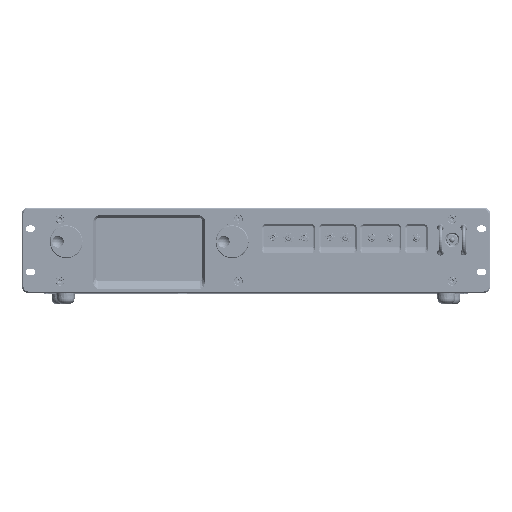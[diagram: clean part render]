
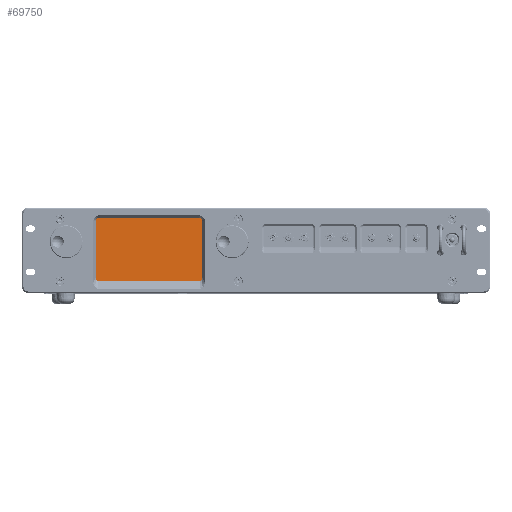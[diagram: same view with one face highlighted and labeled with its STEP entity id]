
A CAD part, top view. The second image highlights one B-rep face of the part: STEP entity #69750.
In plain terms, the highlighted face is planar.
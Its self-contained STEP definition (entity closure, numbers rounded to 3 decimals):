
#8716 = LINE ( 'NONE', #189113, #91005 ) ;
#13525 = LINE ( 'NONE', #31233, #143873 ) ;
#14744 = AXIS2_PLACEMENT_3D ( 'NONE', #158654, #83684, #189191 ) ;
#18363 = VECTOR ( 'NONE', #188142, 1000. ) ;
#22507 = CARTESIAN_POINT ( 'NONE',  ( 335.856, -70.5, 252.506 ) ) ;
#25618 = ORIENTED_EDGE ( 'NONE', *, *, #161687, .T. ) ;
#31233 = CARTESIAN_POINT ( 'NONE',  ( 335.856, -70.5, 143.506 ) ) ;
#40268 = FACE_OUTER_BOUND ( 'NONE', #104477, .T. ) ;
#46046 = CARTESIAN_POINT ( 'NONE',  ( 368.756, -70.5, 143.506 ) ) ;
#46242 = VERTEX_POINT ( 'NONE', #161403 ) ;
#60346 = ORIENTED_EDGE ( 'NONE', *, *, #185695, .T. ) ;
#69750 = ADVANCED_FACE ( 'NONE', ( #40268 ), #85650, .T. ) ;
#70313 = CARTESIAN_POINT ( 'NONE',  ( 368.756, -70.5, 198.006 ) ) ;
#83684 = DIRECTION ( 'NONE',  ( 0., 1., 0. ) ) ;
#85650 = PLANE ( 'NONE',  #14744 ) ;
#91005 = VECTOR ( 'NONE', #129940, 1000. ) ;
#97449 = LINE ( 'NONE', #22507, #18363 ) ;
#104477 = EDGE_LOOP ( 'NONE', ( #25618, #60346, #106830, #172340 ) ) ;
#106830 = ORIENTED_EDGE ( 'NONE', *, *, #123398, .T. ) ;
#120289 = LINE ( 'NONE', #70313, #162530 ) ;
#123398 = EDGE_CURVE ( 'NONE', #145435, #163132, #13525, .T. ) ;
#129940 = DIRECTION ( 'NONE',  ( 0., 0., 1. ) ) ;
#131700 = CARTESIAN_POINT ( 'NONE',  ( 302.956, -70.5, 143.506 ) ) ;
#140757 = VERTEX_POINT ( 'NONE', #163594 ) ;
#143873 = VECTOR ( 'NONE', #149552, 1000. ) ;
#145435 = VERTEX_POINT ( 'NONE', #46046 ) ;
#149552 = DIRECTION ( 'NONE',  ( -1., 0., 0. ) ) ;
#158654 = CARTESIAN_POINT ( 'NONE',  ( 335.856, -70.5, 198.006 ) ) ;
#161403 = CARTESIAN_POINT ( 'NONE',  ( 368.756, -70.5, 252.506 ) ) ;
#161687 = EDGE_CURVE ( 'NONE', #140757, #46242, #97449, .T. ) ;
#162530 = VECTOR ( 'NONE', #179482, 1000. ) ;
#163132 = VERTEX_POINT ( 'NONE', #131700 ) ;
#163594 = CARTESIAN_POINT ( 'NONE',  ( 302.956, -70.5, 252.506 ) ) ;
#172340 = ORIENTED_EDGE ( 'NONE', *, *, #193186, .T. ) ;
#179482 = DIRECTION ( 'NONE',  ( 0., 0., -1. ) ) ;
#185695 = EDGE_CURVE ( 'NONE', #46242, #145435, #120289, .T. ) ;
#188142 = DIRECTION ( 'NONE',  ( 1., 0., 0. ) ) ;
#189113 = CARTESIAN_POINT ( 'NONE',  ( 302.956, -70.5, 198.006 ) ) ;
#189191 = DIRECTION ( 'NONE',  ( 0., 0., 1. ) ) ;
#193186 = EDGE_CURVE ( 'NONE', #163132, #140757, #8716, .T. ) ;
